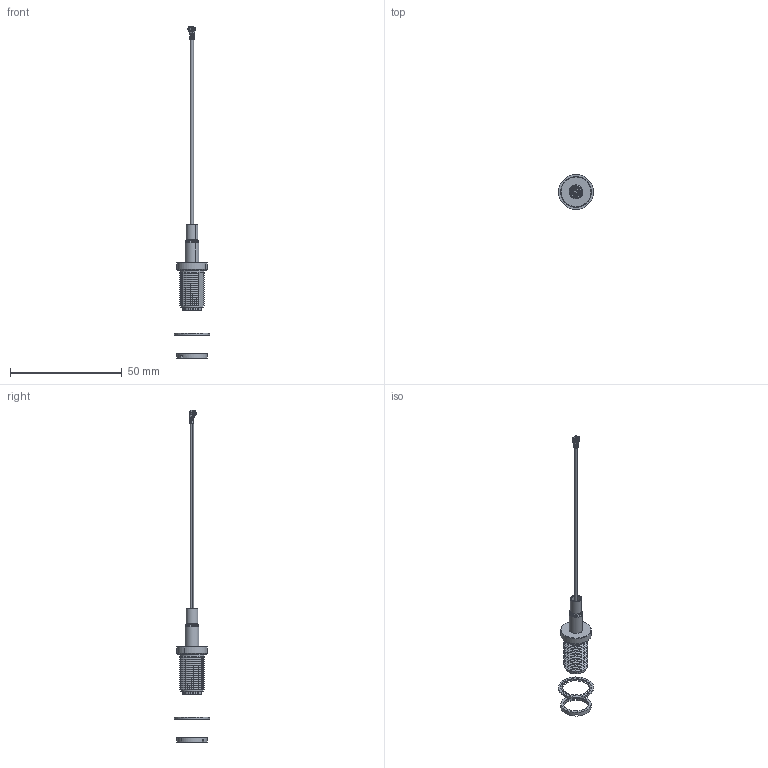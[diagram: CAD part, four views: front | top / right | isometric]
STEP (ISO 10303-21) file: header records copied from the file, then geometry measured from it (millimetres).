
FILE_DESCRIPTION (( 'STEP AP214' ), '1' );
FILE_NAME ('CAB.6009_Web_02262025.STEP', '2025-02-26T03:26:50', ( '' ), ( '' ), 'SwSTEP 2.0', 'SolidWorks 2022', '' );
FILE_SCHEMA (( 'AUTOMOTIVE_DESIGN' ));
Length unit declared in the file: millimetre
Products named in the file (7): NUT; washer; 1.37 Black Cable; STD IPEX.MHF1(137).Au; 001315C030000A (for Assy)_Black_CFD200; 201614C000013A; CAB.6009_Web_02262025
Assembly tree (6 placements, depth 2):
  CAB.6009_Web_02262025
    1.37 Black Cable
    001315C030000A (for Assy)_Black_CFD200
    201614C000013A
    washer
    NUT
    STD IPEX.MHF1(137).Au
Bounding box: 15.73 x 15.73 x 148.85 mm (x, y, z)
Volume: 1900 mm3; surface area: 3699.5 mm2
Topology: 6 solids, 6 shells, 643 faces, 1728 edges, 1119 vertices
Faces by surface type: plane 304, cylinder 172, cone 88, bspline 69, torus 10
Entity records: 27030 total; most frequent: CARTESIAN_POINT 10134, ORIENTED_EDGE 3448, DIRECTION 2974, EDGE_CURVE 1724, VERTEX_POINT 1119, VECTOR 1022, LINE 1022, AXIS2_PLACEMENT_3D 976
